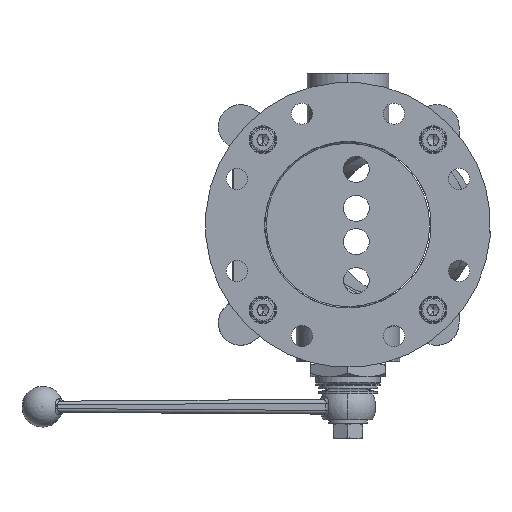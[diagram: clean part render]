
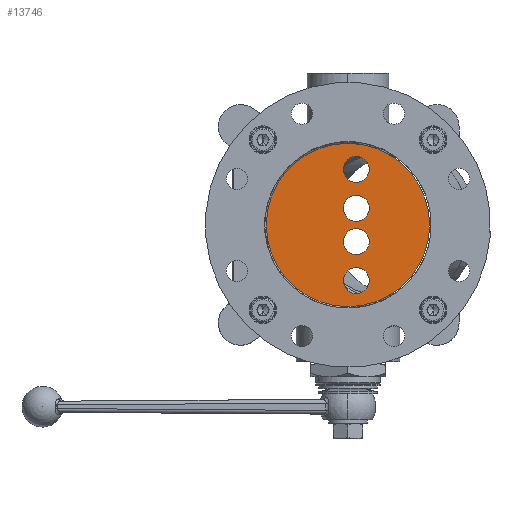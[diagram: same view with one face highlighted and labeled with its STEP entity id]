
A CAD part, left-side view. The second image highlights one B-rep face of the part: STEP entity #13746.
In plain terms, the highlighted planar face has unit normal (1, 0, 0).
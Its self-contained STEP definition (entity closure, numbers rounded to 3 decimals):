
#2339 = CARTESIAN_POINT ( 'NONE',  ( 42.775, -17.923, -36.403 ) ) ;
#2340 = CARTESIAN_POINT ( 'NONE',  ( 42.775, -3.923, -36.403 ) ) ;
#2341 = CARTESIAN_POINT ( 'NONE',  ( 42.775, -17.923, -15.403 ) ) ;
#2342 = CARTESIAN_POINT ( 'NONE',  ( 42.775, -3.923, -15.403 ) ) ;
#2343 = CARTESIAN_POINT ( 'NONE',  ( 42.775, -17.923, 2.597 ) ) ;
#2344 = CARTESIAN_POINT ( 'NONE',  ( 42.775, -3.923, 2.597 ) ) ;
#2345 = CARTESIAN_POINT ( 'NONE',  ( 42.775, -17.923, 23.597 ) ) ;
#2346 = CARTESIAN_POINT ( 'NONE',  ( 42.775, -3.923, 23.597 ) ) ;
#2347 = CARTESIAN_POINT ( 'NONE',  ( 42.775, -50.523, -6.403 ) ) ;
#2348 = CARTESIAN_POINT ( 'NONE',  ( 42.775, 37.677, -6.403 ) ) ;
#7040 = EDGE_CURVE ( 'NONE', #30816, #30815, #39570, .T. ) ;
#7050 = EDGE_CURVE ( 'NONE', #30813, #30814, #39581, .T. ) ;
#7051 = EDGE_CURVE ( 'NONE', #30815, #30816, #39582, .T. ) ;
#7052 = EDGE_CURVE ( 'NONE', #30811, #30812, #39583, .T. ) ;
#7053 = EDGE_CURVE ( 'NONE', #30814, #30813, #39584, .T. ) ;
#7054 = EDGE_CURVE ( 'NONE', #30812, #30811, #39586, .T. ) ;
#7055 = EDGE_CURVE ( 'NONE', #30817, #30818, #39587, .T. ) ;
#7056 = EDGE_CURVE ( 'NONE', #30818, #30817, #39588, .T. ) ;
#7057 = EDGE_CURVE ( 'NONE', #30819, #30820, #39589, .T. ) ;
#7058 = EDGE_CURVE ( 'NONE', #30820, #30819, #39590, .T. ) ;
#11860 = EDGE_LOOP ( 'NONE', ( #47549, #47548 ) ) ;
#11894 = EDGE_LOOP ( 'NONE', ( #47550, #47551 ) ) ;
#11901 = EDGE_LOOP ( 'NONE', ( #47547, #47546 ) ) ;
#11909 = EDGE_LOOP ( 'NONE', ( #47545, #47544 ) ) ;
#11926 = EDGE_LOOP ( 'NONE', ( #47543, #47542 ) ) ;
#13456 = AXIS2_PLACEMENT_3D ( 'NONE', #43644, #43653, #43654 ) ;
#13466 = AXIS2_PLACEMENT_3D ( 'NONE', #43671, #43678, #43679 ) ;
#13467 = AXIS2_PLACEMENT_3D ( 'NONE', #43680, #43681, #43682 ) ;
#13746 = ADVANCED_FACE ( 'NONE', ( #33113, #33119, #33121, #33123, #33107 ), #44561, .F. ) ;
#30811 = VERTEX_POINT ( 'NONE', #2339 ) ;
#30812 = VERTEX_POINT ( 'NONE', #2340 ) ;
#30813 = VERTEX_POINT ( 'NONE', #2341 ) ;
#30814 = VERTEX_POINT ( 'NONE', #2342 ) ;
#30815 = VERTEX_POINT ( 'NONE', #2343 ) ;
#30816 = VERTEX_POINT ( 'NONE', #2344 ) ;
#30817 = VERTEX_POINT ( 'NONE', #2345 ) ;
#30818 = VERTEX_POINT ( 'NONE', #2346 ) ;
#30819 = VERTEX_POINT ( 'NONE', #2347 ) ;
#30820 = VERTEX_POINT ( 'NONE', #2348 ) ;
#33107 = FACE_OUTER_BOUND ( 'NONE', #11926, .T. ) ;
#33113 = FACE_BOUND ( 'NONE', #11894, .T. ) ;
#33119 = FACE_BOUND ( 'NONE', #11860, .T. ) ;
#33121 = FACE_BOUND ( 'NONE', #11901, .T. ) ;
#33123 = FACE_BOUND ( 'NONE', #11909, .T. ) ;
#39570 = CIRCLE ( 'NONE', #13456, 7. ) ;
#39581 = CIRCLE ( 'NONE', #13466, 7. ) ;
#39582 = CIRCLE ( 'NONE', #13467, 7. ) ;
#39583 = CIRCLE ( 'NONE', #47925, 7. ) ;
#39584 = CIRCLE ( 'NONE', #47927, 7. ) ;
#39586 = CIRCLE ( 'NONE', #47926, 7. ) ;
#39587 = CIRCLE ( 'NONE', #47928, 7. ) ;
#39588 = CIRCLE ( 'NONE', #47931, 7. ) ;
#39589 = CIRCLE ( 'NONE', #47930, 44.1 ) ;
#39590 = CIRCLE ( 'NONE', #47929, 44.1 ) ;
#43644 = CARTESIAN_POINT ( 'NONE',  ( 42.775, -10.923, 2.597 ) ) ;
#43653 = DIRECTION ( 'NONE',  ( -1., 0., 0. ) ) ;
#43654 = DIRECTION ( 'NONE',  ( 0., -1., 0. ) ) ;
#43671 = CARTESIAN_POINT ( 'NONE',  ( 42.775, -10.923, -15.403 ) ) ;
#43677 = CARTESIAN_POINT ( 'NONE',  ( 42.775, -10.923, -36.403 ) ) ;
#43678 = DIRECTION ( 'NONE',  ( -1., 0., 0. ) ) ;
#43679 = DIRECTION ( 'NONE',  ( 0., -1., 0. ) ) ;
#43680 = CARTESIAN_POINT ( 'NONE',  ( 42.775, -10.923, 2.597 ) ) ;
#43681 = DIRECTION ( 'NONE',  ( -1., 0., 0. ) ) ;
#43682 = DIRECTION ( 'NONE',  ( 0., -1., 0. ) ) ;
#43683 = CARTESIAN_POINT ( 'NONE',  ( 42.775, -10.923, -36.403 ) ) ;
#43684 = DIRECTION ( 'NONE',  ( -1., 0., 0. ) ) ;
#43685 = DIRECTION ( 'NONE',  ( 0., -1., 0. ) ) ;
#43686 = CARTESIAN_POINT ( 'NONE',  ( 42.775, -10.923, -15.403 ) ) ;
#43687 = CARTESIAN_POINT ( 'NONE',  ( 42.775, -10.923, 23.597 ) ) ;
#43688 = DIRECTION ( 'NONE',  ( -1., 0., 0. ) ) ;
#43689 = DIRECTION ( 'NONE',  ( 0., -1., 0. ) ) ;
#43690 = DIRECTION ( 'NONE',  ( -1., 0., 0. ) ) ;
#43691 = DIRECTION ( 'NONE',  ( 0., -1., 0. ) ) ;
#43692 = CARTESIAN_POINT ( 'NONE',  ( 42.775, -6.423, -6.403 ) ) ;
#43693 = DIRECTION ( 'NONE',  ( -1., 0., 0. ) ) ;
#43694 = DIRECTION ( 'NONE',  ( 0., -1., 0. ) ) ;
#43695 = CARTESIAN_POINT ( 'NONE',  ( 42.775, -10.923, 23.597 ) ) ;
#43696 = DIRECTION ( 'NONE',  ( -1., 0., 0. ) ) ;
#43697 = DIRECTION ( 'NONE',  ( 0., -1., 0. ) ) ;
#43699 = DIRECTION ( 'NONE',  ( 1., 0., 0. ) ) ;
#43700 = DIRECTION ( 'NONE',  ( 0., -1., 0. ) ) ;
#43701 = CARTESIAN_POINT ( 'NONE',  ( 42.775, -6.423, -6.403 ) ) ;
#43702 = DIRECTION ( 'NONE',  ( 1., 0., 0. ) ) ;
#43703 = DIRECTION ( 'NONE',  ( 0., -1., 0. ) ) ;
#44560 = CARTESIAN_POINT ( 'NONE',  ( 42.775, -6.423, 38.097 ) ) ;
#44561 = PLANE ( 'NONE',  #48982 ) ;
#44571 = DIRECTION ( 'NONE',  ( -1., 0., 0. ) ) ;
#44572 = DIRECTION ( 'NONE',  ( 0., -1., 0. ) ) ;
#47542 = ORIENTED_EDGE ( 'NONE', *, *, #7058, .T. ) ;
#47543 = ORIENTED_EDGE ( 'NONE', *, *, #7057, .T. ) ;
#47544 = ORIENTED_EDGE ( 'NONE', *, *, #7056, .T. ) ;
#47545 = ORIENTED_EDGE ( 'NONE', *, *, #7055, .T. ) ;
#47546 = ORIENTED_EDGE ( 'NONE', *, *, #7040, .T. ) ;
#47547 = ORIENTED_EDGE ( 'NONE', *, *, #7051, .T. ) ;
#47548 = ORIENTED_EDGE ( 'NONE', *, *, #7053, .T. ) ;
#47549 = ORIENTED_EDGE ( 'NONE', *, *, #7050, .T. ) ;
#47550 = ORIENTED_EDGE ( 'NONE', *, *, #7052, .T. ) ;
#47551 = ORIENTED_EDGE ( 'NONE', *, *, #7054, .T. ) ;
#47925 = AXIS2_PLACEMENT_3D ( 'NONE', #43677, #43684, #43685 ) ;
#47926 = AXIS2_PLACEMENT_3D ( 'NONE', #43683, #43690, #43691 ) ;
#47927 = AXIS2_PLACEMENT_3D ( 'NONE', #43686, #43688, #43689 ) ;
#47928 = AXIS2_PLACEMENT_3D ( 'NONE', #43687, #43693, #43694 ) ;
#47929 = AXIS2_PLACEMENT_3D ( 'NONE', #43701, #43702, #43703 ) ;
#47930 = AXIS2_PLACEMENT_3D ( 'NONE', #43692, #43699, #43700 ) ;
#47931 = AXIS2_PLACEMENT_3D ( 'NONE', #43695, #43696, #43697 ) ;
#48982 = AXIS2_PLACEMENT_3D ( 'NONE', #44560, #44571, #44572 ) ;
